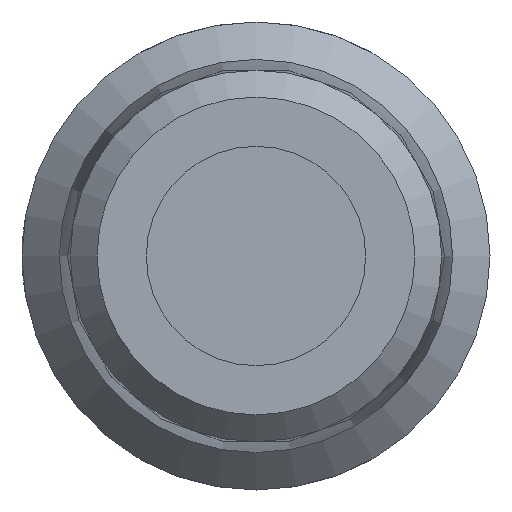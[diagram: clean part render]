
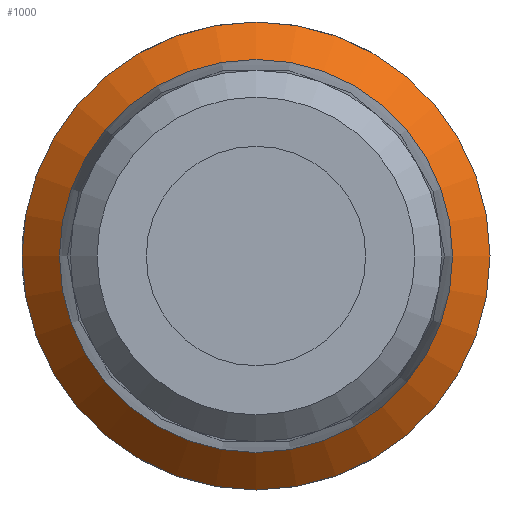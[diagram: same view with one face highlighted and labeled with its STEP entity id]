
A CAD part, left-side view. The second image highlights one B-rep face of the part: STEP entity #1000.
In plain terms, the highlighted conical face has half-angle 45 degrees and reference radius 11.684 mm.
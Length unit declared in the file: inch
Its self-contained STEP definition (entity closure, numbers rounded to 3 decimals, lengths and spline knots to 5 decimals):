
#909=CARTESIAN_POINT('',(0.88,0.5,0.0));
#910=VERTEX_POINT('',#909);
#911=CARTESIAN_POINT('',(0.88,0.0,0.0));
#912=DIRECTION('',(1.0,0.0,0.0));
#913=DIRECTION('',(0.0,1.0,0.0));
#914=AXIS2_PLACEMENT_3D('',#911,#912,#913);
#915=CIRCLE('',#914,0.5);
#916=EDGE_CURVE('',#910,#910,#915,.T.);
#974=CARTESIAN_POINT('',(0.8,0.42,0.0));
#975=VERTEX_POINT('',#974);
#976=CARTESIAN_POINT('',(0.8,0.0,0.0));
#977=DIRECTION('',(1.0,0.0,0.0));
#978=DIRECTION('',(0.0,1.0,0.0));
#979=AXIS2_PLACEMENT_3D('',#976,#977,#978);
#980=CIRCLE('',#979,0.42);
#981=EDGE_CURVE('',#975,#975,#980,.T.);
#989=CARTESIAN_POINT('',(0.84,0.0,0.0));
#990=DIRECTION('',(1.0,0.0,0.0));
#991=DIRECTION('',(0.0,1.0,0.0));
#992=AXIS2_PLACEMENT_3D('',#989,#990,#991);
#993=CONICAL_SURFACE('',#992,0.46,45.);
#994=ORIENTED_EDGE('',*,*,#916,.F.);
#995=EDGE_LOOP('',(#994));
#996=FACE_OUTER_BOUND('',#995,.T.);
#997=ORIENTED_EDGE('',*,*,#981,.T.);
#998=EDGE_LOOP('',(#997));
#999=FACE_BOUND('',#998,.T.);
#1000=ADVANCED_FACE('',(#996,#999),#993,.T.);
